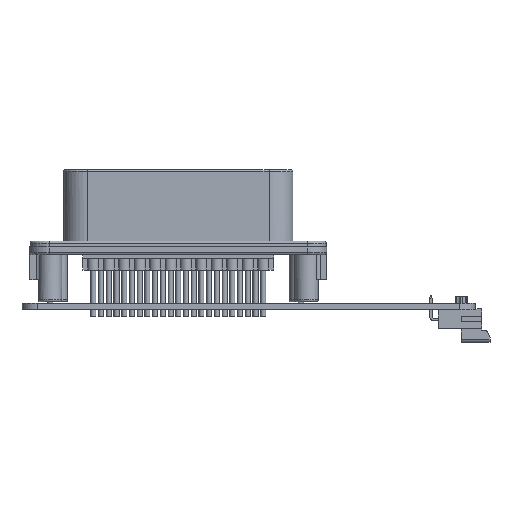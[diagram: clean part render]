
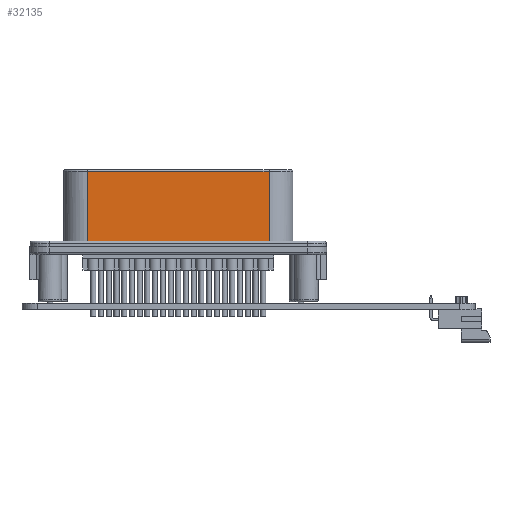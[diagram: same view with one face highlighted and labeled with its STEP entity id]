
A CAD part, front view. The second image highlights one B-rep face of the part: STEP entity #32135.
In plain terms, the highlighted planar face has unit normal (0, -1, 0).
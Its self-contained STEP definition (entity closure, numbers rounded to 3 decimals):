
#194 = CYLINDRICAL_SURFACE('',#195,0.5);
#195 = AXIS2_PLACEMENT_3D('',#196,#197,#198);
#196 = CARTESIAN_POINT('',(4.861,-10.7,34.));
#197 = DIRECTION('',(1.,0.,0.));
#198 = DIRECTION('',(0.,0.,1.));
#29961 = VERTEX_POINT('',#29962);
#29962 = CARTESIAN_POINT('',(5.,-11.2,34.));
#29977 = CYLINDRICAL_SURFACE('',#29978,6.2);
#29978 = AXIS2_PLACEMENT_3D('',#29979,#29980,#29981);
#29979 = CARTESIAN_POINT('',(5.,-5.,34.5));
#29980 = DIRECTION('',(0.,0.,1.));
#29981 = DIRECTION('',(1.,0.,0.));
#30016 = EDGE_CURVE('',#29961,#30017,#30019,.T.);
#30017 = VERTEX_POINT('',#30018);
#30018 = CARTESIAN_POINT('',(52.,-11.2,34.));
#30019 = SURFACE_CURVE('',#30020,(#30024,#30031),.PCURVE_S1.);
#30020 = LINE('',#30021,#30022);
#30021 = CARTESIAN_POINT('',(5.,-11.2,34.));
#30022 = VECTOR('',#30023,1.);
#30023 = DIRECTION('',(1.,0.,0.));
#30024 = PCURVE('',#194,#30025);
#30025 = DEFINITIONAL_REPRESENTATION('',(#30026),#30030);
#30026 = LINE('',#30027,#30028);
#30027 = CARTESIAN_POINT('',(1.571,0.139));
#30028 = VECTOR('',#30029,1.);
#30029 = DIRECTION('',(0.,1.));
#30030 = ( GEOMETRIC_REPRESENTATION_CONTEXT(2) 
PARAMETRIC_REPRESENTATION_CONTEXT() REPRESENTATION_CONTEXT('2D SPACE',''
  ) );
#30031 = PCURVE('',#30032,#30037);
#30032 = PLANE('',#30033);
#30033 = AXIS2_PLACEMENT_3D('',#30034,#30035,#30036);
#30034 = CARTESIAN_POINT('',(5.,-11.2,34.5));
#30035 = DIRECTION('',(0.,-1.,0.));
#30036 = DIRECTION('',(1.,0.,0.));
#30037 = DEFINITIONAL_REPRESENTATION('',(#30038),#30042);
#30038 = LINE('',#30039,#30040);
#30039 = CARTESIAN_POINT('',(0.,-0.5));
#30040 = VECTOR('',#30041,1.);
#30041 = DIRECTION('',(1.,0.));
#30042 = ( GEOMETRIC_REPRESENTATION_CONTEXT(2) 
PARAMETRIC_REPRESENTATION_CONTEXT() REPRESENTATION_CONTEXT('2D SPACE',''
  ) );
#30088 = CYLINDRICAL_SURFACE('',#30089,6.2);
#30089 = AXIS2_PLACEMENT_3D('',#30090,#30091,#30092);
#30090 = CARTESIAN_POINT('',(52.,-5.,34.5));
#30091 = DIRECTION('',(0.,0.,1.));
#30092 = DIRECTION('',(1.,0.,0.));
#32086 = VERTEX_POINT('',#32087);
#32087 = CARTESIAN_POINT('',(5.,-11.2,15.));
#32114 = EDGE_CURVE('',#29961,#32086,#32115,.T.);
#32115 = SURFACE_CURVE('',#32116,(#32120,#32127),.PCURVE_S1.);
#32116 = LINE('',#32117,#32118);
#32117 = CARTESIAN_POINT('',(5.,-11.2,34.));
#32118 = VECTOR('',#32119,1.);
#32119 = DIRECTION('',(0.,0.,-1.));
#32120 = PCURVE('',#29977,#32121);
#32121 = DEFINITIONAL_REPRESENTATION('',(#32122),#32126);
#32122 = LINE('',#32123,#32124);
#32123 = CARTESIAN_POINT('',(4.712,-0.5));
#32124 = VECTOR('',#32125,1.);
#32125 = DIRECTION('',(0.,-1.));
#32126 = ( GEOMETRIC_REPRESENTATION_CONTEXT(2) 
PARAMETRIC_REPRESENTATION_CONTEXT() REPRESENTATION_CONTEXT('2D SPACE',''
  ) );
#32127 = PCURVE('',#30032,#32128);
#32128 = DEFINITIONAL_REPRESENTATION('',(#32129),#32133);
#32129 = LINE('',#32130,#32131);
#32130 = CARTESIAN_POINT('',(0.,-0.5));
#32131 = VECTOR('',#32132,1.);
#32132 = DIRECTION('',(0.,-1.));
#32133 = ( GEOMETRIC_REPRESENTATION_CONTEXT(2) 
PARAMETRIC_REPRESENTATION_CONTEXT() REPRESENTATION_CONTEXT('2D SPACE',''
  ) );
#32135 = ADVANCED_FACE('',(#32136),#30032,.T.);
#32136 = FACE_BOUND('',#32137,.T.);
#32137 = EDGE_LOOP('',(#32138,#32139,#32167,#32188));
#32138 = ORIENTED_EDGE('',*,*,#32114,.T.);
#32139 = ORIENTED_EDGE('',*,*,#32140,.F.);
#32140 = EDGE_CURVE('',#32141,#32086,#32143,.T.);
#32141 = VERTEX_POINT('',#32142);
#32142 = CARTESIAN_POINT('',(52.,-11.2,15.));
#32143 = SURFACE_CURVE('',#32144,(#32148,#32155),.PCURVE_S1.);
#32144 = LINE('',#32145,#32146);
#32145 = CARTESIAN_POINT('',(52.,-11.2,15.));
#32146 = VECTOR('',#32147,1.);
#32147 = DIRECTION('',(-1.,0.,0.));
#32148 = PCURVE('',#30032,#32149);
#32149 = DEFINITIONAL_REPRESENTATION('',(#32150),#32154);
#32150 = LINE('',#32151,#32152);
#32151 = CARTESIAN_POINT('',(47.,-19.5));
#32152 = VECTOR('',#32153,1.);
#32153 = DIRECTION('',(-1.,0.));
#32154 = ( GEOMETRIC_REPRESENTATION_CONTEXT(2) 
PARAMETRIC_REPRESENTATION_CONTEXT() REPRESENTATION_CONTEXT('2D SPACE',''
  ) );
#32155 = PCURVE('',#32156,#32161);
#32156 = CYLINDRICAL_SURFACE('',#32157,0.5);
#32157 = AXIS2_PLACEMENT_3D('',#32158,#32159,#32160);
#32158 = CARTESIAN_POINT('',(52.128,-11.7,15.));
#32159 = DIRECTION('',(-1.,0.,0.));
#32160 = DIRECTION('',(0.,1.,0.));
#32161 = DEFINITIONAL_REPRESENTATION('',(#32162),#32166);
#32162 = LINE('',#32163,#32164);
#32163 = CARTESIAN_POINT('',(0.,0.128));
#32164 = VECTOR('',#32165,1.);
#32165 = DIRECTION('',(0.,1.));
#32166 = ( GEOMETRIC_REPRESENTATION_CONTEXT(2) 
PARAMETRIC_REPRESENTATION_CONTEXT() REPRESENTATION_CONTEXT('2D SPACE',''
  ) );
#32167 = ORIENTED_EDGE('',*,*,#32168,.F.);
#32168 = EDGE_CURVE('',#30017,#32141,#32169,.T.);
#32169 = SURFACE_CURVE('',#32170,(#32174,#32181),.PCURVE_S1.);
#32170 = LINE('',#32171,#32172);
#32171 = CARTESIAN_POINT('',(52.,-11.2,34.));
#32172 = VECTOR('',#32173,1.);
#32173 = DIRECTION('',(0.,0.,-1.));
#32174 = PCURVE('',#30032,#32175);
#32175 = DEFINITIONAL_REPRESENTATION('',(#32176),#32180);
#32176 = LINE('',#32177,#32178);
#32177 = CARTESIAN_POINT('',(47.,-0.5));
#32178 = VECTOR('',#32179,1.);
#32179 = DIRECTION('',(0.,-1.));
#32180 = ( GEOMETRIC_REPRESENTATION_CONTEXT(2) 
PARAMETRIC_REPRESENTATION_CONTEXT() REPRESENTATION_CONTEXT('2D SPACE',''
  ) );
#32181 = PCURVE('',#30088,#32182);
#32182 = DEFINITIONAL_REPRESENTATION('',(#32183),#32187);
#32183 = LINE('',#32184,#32185);
#32184 = CARTESIAN_POINT('',(4.712,-0.5));
#32185 = VECTOR('',#32186,1.);
#32186 = DIRECTION('',(0.,-1.));
#32187 = ( GEOMETRIC_REPRESENTATION_CONTEXT(2) 
PARAMETRIC_REPRESENTATION_CONTEXT() REPRESENTATION_CONTEXT('2D SPACE',''
  ) );
#32188 = ORIENTED_EDGE('',*,*,#30016,.F.);
